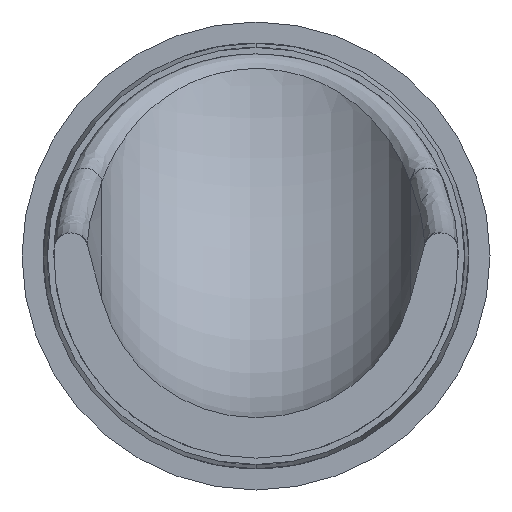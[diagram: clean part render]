
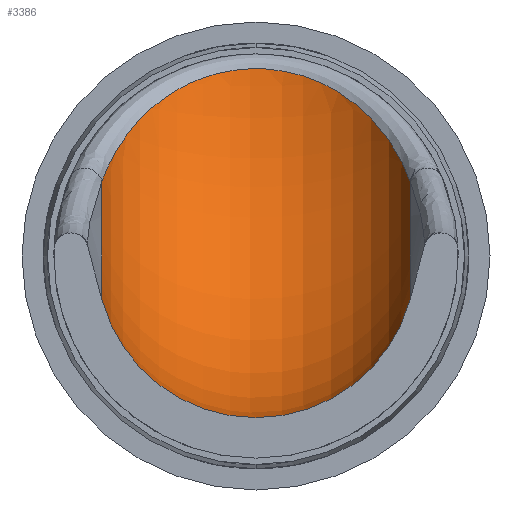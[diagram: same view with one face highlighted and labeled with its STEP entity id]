
A CAD part, front view. The second image highlights one B-rep face of the part: STEP entity #3386.
In plain terms, the highlighted toroidal (fillet/blend) face has major radius 1.146 mm and minor radius 0.75 mm.
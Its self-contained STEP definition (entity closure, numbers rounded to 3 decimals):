
#18 = CARTESIAN_POINT ( 'NONE',  ( 0.467, -25.511, 0.72 ) ) ;
#137 = DIRECTION ( 'NONE',  ( 0., 0., -1. ) ) ;
#145 = CARTESIAN_POINT ( 'NONE',  ( -0.724, -26.114, 0.35 ) ) ;
#279 = DIRECTION ( 'NONE',  ( 1., 0., 0. ) ) ;
#363 = ORIENTED_EDGE ( 'NONE', *, *, #3613, .F. ) ;
#651 = CARTESIAN_POINT ( 'NONE',  ( -0.218, -25.35, 0.854 ) ) ;
#717 = AXIS2_PLACEMENT_3D ( 'NONE', #1847, #1168, #137 ) ;
#807 = DIRECTION ( 'NONE',  ( 0., -1., 0. ) ) ;
#976 = CARTESIAN_POINT ( 'NONE',  ( -0.624, -25.744, 0.55 ) ) ;
#990 = AXIS2_PLACEMENT_3D ( 'NONE', #2165, #3265, #4356 ) ;
#1068 = CARTESIAN_POINT ( 'NONE',  ( 0.709, -26.015, 0.392 ) ) ;
#1088 = VERTEX_POINT ( 'NONE', #1420 ) ;
#1168 = DIRECTION ( 'NONE',  ( 1., 0., 0. ) ) ;
#1308 = CARTESIAN_POINT ( 'NONE',  ( 0.724, -26.114, 0.35 ) ) ;
#1332 = CARTESIAN_POINT ( 'NONE',  ( 0.724, -27.2, -0.204 ) ) ;
#1418 = CARTESIAN_POINT ( 'NONE',  ( 0.687, -25.92, 0.443 ) ) ;
#1420 = CARTESIAN_POINT ( 'NONE',  ( -0.724, -27.2, -0.204 ) ) ;
#1465 = CARTESIAN_POINT ( 'NONE',  ( -0.709, -26.015, 0.392 ) ) ;
#1510 = VERTEX_POINT ( 'NONE', #145 ) ;
#1517 = AXIS2_PLACEMENT_3D ( 'NONE', #3828, #279, #4524 ) ;
#1548 = ORIENTED_EDGE ( 'NONE', *, *, #2241, .T. ) ;
#1580 = DIRECTION ( 'NONE',  ( 0., -1., 0. ) ) ;
#1705 = VERTEX_POINT ( 'NONE', #1332 ) ;
#1723 = CARTESIAN_POINT ( 'NONE',  ( -0.396, -25.446, 0.773 ) ) ;
#1847 = CARTESIAN_POINT ( 'NONE',  ( 0., -27.2, 1.136 ) ) ;
#1921 = ORIENTED_EDGE ( 'NONE', *, *, #3428, .T. ) ;
#1970 = EDGE_CURVE ( 'Defeature ausgef�hrt1_7+Defeature ausgef�hrt1_6+Defeature ausgef�hrt1_9+Defeature ausgef�hrt1_8', #3568, #1705, #2957, .T. ) ;
#2066 = CARTESIAN_POINT ( 'NONE',  ( -0.469, -25.512, 0.719 ) ) ;
#2096 = CARTESIAN_POINT ( 'NONE',  ( 0.624, -25.743, 0.551 ) ) ;
#2097 = CIRCLE ( 'NONE', #1517, 1.34 ) ;
#2165 = CARTESIAN_POINT ( 'NONE',  ( 0.724, -27.2, 1.136 ) ) ;
#2241 = EDGE_CURVE ( 'Defeature ausgef�hrt1_7+Defeature ausgef�hrt1_42+Defeature ausgef�hrt1_8+Defeature ausgef�hrt1_9', #3646, #1510, #2294, .T. ) ;
#2244 = CARTESIAN_POINT ( 'NONE',  ( 0., -27.2, -0.01 ) ) ;
#2294 = B_SPLINE_CURVE_WITH_KNOTS ( 'NONE', 3,
 ( #3931, #1068, #1418, #2096, #4304, #18, #2456, #2514, #2796, #4620, #651, #1723, #2066, #2413, #976, #4392, #1465, #3072 ),
 .UNSPECIFIED., .F., .F.,
 ( 4, 2, 2, 2, 2, 2, 2, 2, 4 ),
 ( 0., 0., 0.001, 0.001, 0.001, 0.002, 0.002, 0.002, 0.003 ),
 .UNSPECIFIED. ) ;
#2412 = ORIENTED_EDGE ( 'NONE', *, *, #1970, .T. ) ;
#2413 = CARTESIAN_POINT ( 'NONE',  ( -0.582, -25.66, 0.608 ) ) ;
#2449 = TOROIDAL_SURFACE ( 'NONE', #717, 1.146, 0.75 ) ;
#2456 = CARTESIAN_POINT ( 'NONE',  ( 0.395, -25.445, 0.774 ) ) ;
#2514 = CARTESIAN_POINT ( 'NONE',  ( 0.216, -25.35, 0.855 ) ) ;
#2622 = DIRECTION ( 'NONE',  ( 0., 0., -1. ) ) ;
#2796 = CARTESIAN_POINT ( 'NONE',  ( 0.107, -25.321, 0.881 ) ) ;
#2957 = CIRCLE ( 'NONE', #3943, 0.75 ) ;
#3004 = CARTESIAN_POINT ( 'NONE',  ( 0., -27.2, -0.76 ) ) ;
#3072 = CARTESIAN_POINT ( 'NONE',  ( -0.724, -26.114, 0.35 ) ) ;
#3118 = CIRCLE ( 'NONE', #990, 1.34 ) ;
#3265 = DIRECTION ( 'NONE',  ( 1., 0., 0. ) ) ;
#3336 = CARTESIAN_POINT ( 'NONE',  ( 0., -27.2, -0.01 ) ) ;
#3386 = ADVANCED_FACE ( 'Defeature ausgef�hrt1_7', ( #4146 ), #2449, .F. ) ;
#3428 = EDGE_CURVE ( 'Defeature ausgef�hrt1_7+Defeature ausgef�hrt1_6+Defeature ausgef�hrt1_9+Defeature ausgef�hrt1_8', #1088, #3568, #4009, .T. ) ;
#3568 = VERTEX_POINT ( 'NONE', #3004 ) ;
#3613 = EDGE_CURVE ( 'Defeature ausgef�hrt1_9+Defeature ausgef�hrt1_7+Defeature ausgef�hrt1_5+Defeature ausgef�hrt1_41', #1088, #1510, #2097, .T. ) ;
#3646 = VERTEX_POINT ( 'NONE', #1308 ) ;
#3688 = AXIS2_PLACEMENT_3D ( 'NONE', #3336, #807, #2622 ) ;
#3828 = CARTESIAN_POINT ( 'NONE',  ( -0.724, -27.2, 1.136 ) ) ;
#3895 = EDGE_CURVE ( 'Defeature ausgef�hrt1_7+Defeature ausgef�hrt1_8+Defeature ausgef�hrt1_6+Defeature ausgef�hrt1_42', #1705, #3646, #3118, .T. ) ;
#3896 = ORIENTED_EDGE ( 'NONE', *, *, #3895, .T. ) ;
#3931 = CARTESIAN_POINT ( 'NONE',  ( 0.724, -26.114, 0.35 ) ) ;
#3943 = AXIS2_PLACEMENT_3D ( 'NONE', #2244, #1580, #4068 ) ;
#4009 = CIRCLE ( 'NONE', #3688, 0.75 ) ;
#4068 = DIRECTION ( 'NONE',  ( 0., 0., -1. ) ) ;
#4146 = FACE_OUTER_BOUND ( 'NONE', #4308, .T. ) ;
#4304 = CARTESIAN_POINT ( 'NONE',  ( 0.581, -25.659, 0.609 ) ) ;
#4308 = EDGE_LOOP ( 'NONE', ( #3896, #1548, #363, #1921, #2412 ) ) ;
#4356 = DIRECTION ( 'NONE',  ( 0., 0., -1. ) ) ;
#4392 = CARTESIAN_POINT ( 'NONE',  ( -0.688, -25.921, 0.442 ) ) ;
#4524 = DIRECTION ( 'NONE',  ( 0., 0., -1. ) ) ;
#4620 = CARTESIAN_POINT ( 'NONE',  ( -0.11, -25.321, 0.881 ) ) ;
